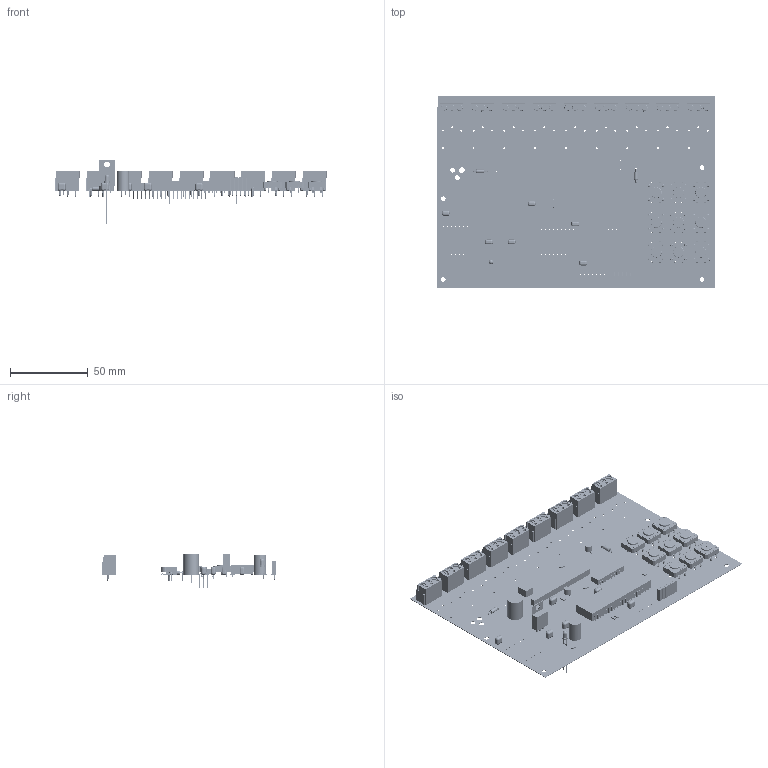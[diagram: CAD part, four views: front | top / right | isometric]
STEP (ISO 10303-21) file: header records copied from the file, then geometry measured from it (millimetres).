
FILE_DESCRIPTION(('Open CASCADE Model'),'2;1');
FILE_NAME('Open CASCADE Shape Model','2021-06-01T14:35:16',('Author'),( 'Open CASCADE'),'Open CASCADE STEP processor 6.8','Open CASCADE 6.8' ,'Unknown');
FILE_SCHEMA(('AUTOMOTIVE_DESIGN { 1 0 10303 214 1 1 1 1 }'));
Length unit declared in the file: millimetre
Products named in the file (175): PCB; Board; Open CASCADE STEP translator 6.8 1.1.1; VR1; 6032201920; Extruded; TB11; 691101710003; Insulator; Wire_guard; Screw; Pin; TB10; TB9; TB8; TB7; TB6; TB5; TB4; TB3; TB2; 6007520144; Body; LeadsArray; T2; PCB3; Free-Models; PCB1; 523779104; PCB2; 790454240; 6032201600; T1; SW9; Switch_Omron_B3F-4000_eec; Omron_B3F-4000_1; Omron_B3F-4000_2; Omron_B3F-4000_3; Omron_B3F-4000_4; Omron_B3F-4000_4_MIR ...
Assembly tree (494 placements, depth 8):
  PCB
    Board
      Open CASCADE STEP translator 6.8 1.1.1
    VR1
      6032201920
        Extruded
    TB11
      691101710003
        Insulator
        Wire_guard  x3
        Screw  x3
        Pin  x3
    TB10
      691101710003
        Insulator
        Wire_guard  x3
        Screw  x3
        Pin  x3
    TB9
      691101710003
        Insulator
        Wire_guard  x3
        Screw  x3
        Pin  x3
    TB8
      691101710003
        Insulator
        Wire_guard  x3
        Screw  x3
        Pin  x3
    TB7
      691101710003
        Insulator
        Wire_guard  x3
        Screw  x3
        Pin  x3
    TB6
      691101710003
        Insulator
        Wire_guard  x3
        Screw  x3
        Pin  x3
    TB5
      691101710003
        Insulator
        Wire_guard  x3
        Screw  x3
        Pin  x3
    TB4
      691101710003
        Insulator
        Wire_guard  x3
        Screw  x3
        Pin  x3
    TB3
      691101710003
        Insulator
        Wire_guard  x3
        Screw  x3
        Pin  x3
Bounding box: 178.82 x 123.44 x 40.88 mm (x, y, z)
Volume: 34384.1 mm3; surface area: 87407.1 mm2
Topology: 993 solids, 993 shells, 12165 faces, 28343 edges, 18288 vertices
Faces by surface type: plane 8354, cylinder 2100, extrusion 948, bspline 269, sphere 241, torus 150, cone 103
Full cylindrical faces by diameter (mm): 0.5 x36, 0.508 x24, 0.6 x472, 0.635 x14, 0.7 x12, 0.75 x3, 0.77 x12, 0.8 x38, 0.813 x7, 0.864 x2, 0.9 x50, 0.95 x27, 1 x9, 1.2 x42, 1.3 x63, 1.6 x18, 1.8 x18, 2.2 x27, 2.459 x27, 2.6 x6, 2.997 x4, 3 x82, 3.1 x27, 3.16 x2, 3.65 x1, 3.9 x27, 4 x27, 7.1 x18
Entity records: 67798 total; most frequent: CARTESIAN_POINT 12054, DIRECTION 9479, ORIENTED_EDGE 9140, EDGE_CURVE 4570, VECTOR 3351, LINE 3193, AXIS2_PLACEMENT_3D 3064, VERTEX_POINT 2986
